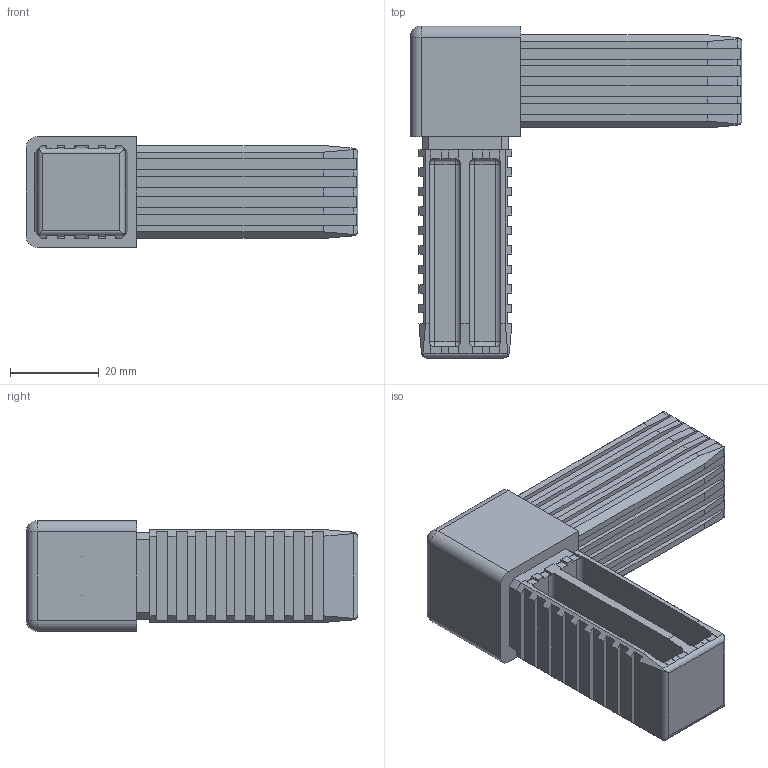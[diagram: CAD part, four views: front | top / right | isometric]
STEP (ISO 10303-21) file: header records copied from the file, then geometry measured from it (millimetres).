
FILE_DESCRIPTION(/* description */ (''),/* implementation_level */ '2;1');
FILE_NAME(/* name */ 'DGIPD0000130.stp',/* time_stamp */ '2018-02-12T11:24:09+01:00',/* author */ ('fzagni'),/* organization */ (''),/* preprocessor_version */ 'ST-DEVELOPER v16.1',/* originating_system */ 'Autodesk Inventor 2016',/* authorisation */ '');
FILE_SCHEMA (('AUTOMOTIVE_DESIGN { 1 0 10303 214 3 1 1 }'));
Length unit declared in the file: millimetre
Products named in the file (1): DGIPD0000130
Bounding box: 75 x 75 x 25 mm (x, y, z)
Volume: 29328.7 mm3; surface area: 21407.4 mm2
Topology: 1 solids, 1 shells, 364 faces, 1011 edges, 654 vertices
Faces by surface type: plane 287, cylinder 55, sphere 18, cone 4
Full cylindrical faces by diameter (mm): 8 x2, 17.5 x1
Entity records: 11490 total; most frequent: CARTESIAN_POINT 2051, ORIENTED_EDGE 2006, DIRECTION 1912, EDGE_CURVE 1003, LINE 808, VECTOR 808, VERTEX_POINT 651, AXIS2_PLACEMENT_3D 552
